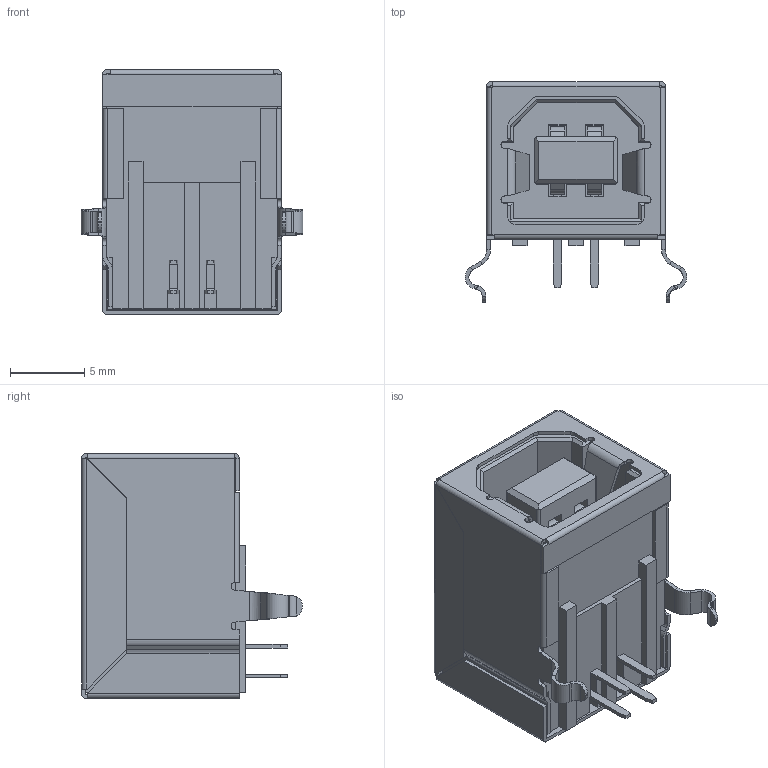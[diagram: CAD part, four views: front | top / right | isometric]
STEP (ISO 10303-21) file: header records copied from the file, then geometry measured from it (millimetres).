
FILE_DESCRIPTION(('Creo Elements/Direct Modeling STEP Export'),'2;1');
FILE_NAME('Stecker_Maffei.stp','2020-10-09T10:33:45',(''),(''),'Creo Elements/Direct Modeling STEP processor for AP214 (Solid Model)','Creo Elements/Direct Modeling 20.2 28-Feb-2019 (C) Parametric Technology GmbH','');
FILE_SCHEMA(('AUTOMOTIVE_DESIGN { 1 0 10303 214 1 1 1 1 }'));
Length unit declared in the file: millimetre
Products named in the file (7): Skin_Group4; Skin_Group6; Skin_Group2; Skin_Group3; Skin_Group5; Skin_Group1; B1
Assembly tree (6 placements, depth 2):
  B1
    Skin_Group1
    Skin_Group5
    Skin_Group3
    Skin_Group2
    Skin_Group6
    Skin_Group4
Bounding box: 14.94 x 14.87 x 16.5 mm (x, y, z)
Volume: 1295.8 mm3; surface area: 3518.6 mm2
Topology: 5 solids, 6 shells, 587 faces, 1630 edges, 1045 vertices
Faces by surface type: plane 422, cylinder 132, bspline 33
Entity records: 25879 total; most frequent: CARTESIAN_POINT 5933, ORIENTED_EDGE 3252, DIRECTION 2947, EDGE_CURVE 1630, VECTOR 1319, LINE 1319, VERTEX_POINT 1045, AXIS2_PLACEMENT_3D 814
